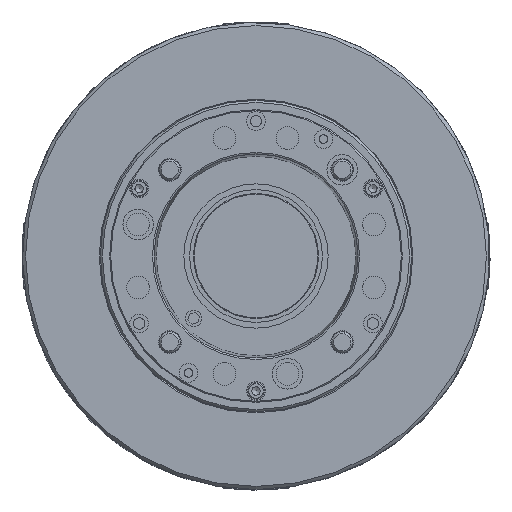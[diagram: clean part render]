
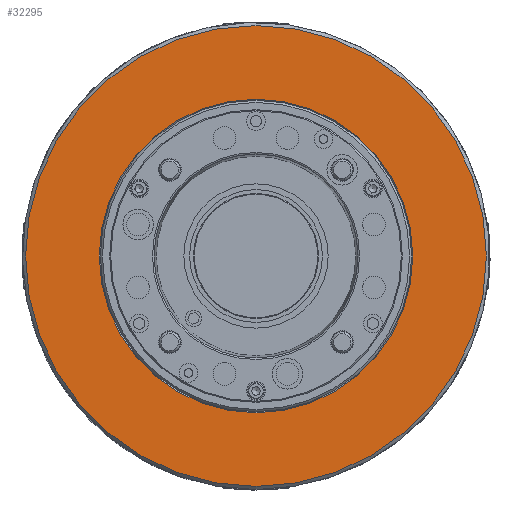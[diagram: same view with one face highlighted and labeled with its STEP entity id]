
A CAD part, left-side view. The second image highlights one B-rep face of the part: STEP entity #32295.
In plain terms, the highlighted planar face has unit normal (-1, 0, 0).
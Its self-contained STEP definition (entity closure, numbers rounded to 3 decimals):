
#1148 = DIRECTION ( 'NONE',  ( 0., 0., -1. ) ) ;
#1203 = DIRECTION ( 'NONE',  ( 1., 0., 0. ) ) ;
#1219 = CARTESIAN_POINT ( 'NONE',  ( 0., 225., 0. ) ) ;
#1236 = PLANE ( 'NONE',  #22747 ) ;
#1310 = FACE_OUTER_BOUND ( 'NONE', #67329, .T. ) ;
#1327 = FACE_BOUND ( 'NONE', #4843, .T. ) ;
#4843 = EDGE_LOOP ( 'NONE', ( #10297 ) ) ;
#5795 = DIRECTION ( 'NONE',  ( 0., 0., -1. ) ) ;
#5863 = DIRECTION ( 'NONE',  ( -1., 0., 0. ) ) ;
#5937 = CARTESIAN_POINT ( 'NONE',  ( 0., 0., 0. ) ) ;
#10297 = ORIENTED_EDGE ( 'NONE', *, *, #13037, .T. ) ;
#11934 = AXIS2_PLACEMENT_3D ( 'NONE', #31890, #31716, #31647 ) ;
#13037 = EDGE_CURVE ( 'NONE', #64878, #64878, #34347, .T. ) ;
#22747 = AXIS2_PLACEMENT_3D ( 'NONE', #1219, #1203, #1148 ) ;
#23943 = AXIS2_PLACEMENT_3D ( 'NONE', #5937, #5863, #5795 ) ;
#24099 = CIRCLE ( 'NONE', #23943, 222. ) ;
#29892 = ORIENTED_EDGE ( 'NONE', *, *, #32099, .T. ) ;
#31647 = DIRECTION ( 'NONE',  ( 0., 0., -1. ) ) ;
#31716 = DIRECTION ( 'NONE',  ( 1., 0., 0. ) ) ;
#31890 = CARTESIAN_POINT ( 'NONE',  ( 0., 0., 0. ) ) ;
#32099 = EDGE_CURVE ( 'NONE', #40139, #40139, #24099, .T. ) ;
#32295 = ADVANCED_FACE ( 'NONE', ( #1327, #1310 ), #1236, .F. ) ;
#34347 = CIRCLE ( 'NONE', #11934, 151. ) ;
#38333 = CARTESIAN_POINT ( 'NONE',  ( 0., 0., -151. ) ) ;
#40139 = VERTEX_POINT ( 'NONE', #61541 ) ;
#61541 = CARTESIAN_POINT ( 'NONE',  ( 0., 0., -222. ) ) ;
#64878 = VERTEX_POINT ( 'NONE', #38333 ) ;
#67329 = EDGE_LOOP ( 'NONE', ( #29892 ) ) ;
